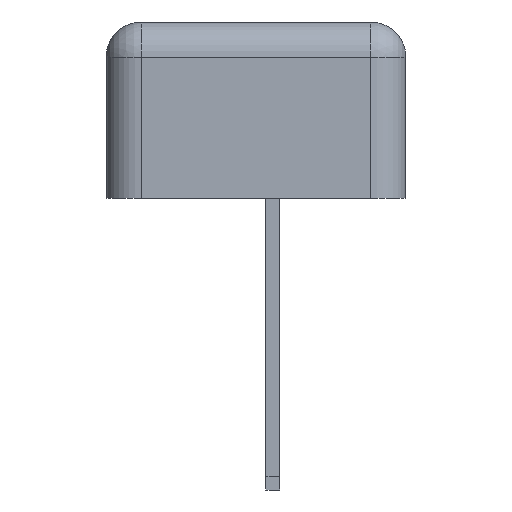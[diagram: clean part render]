
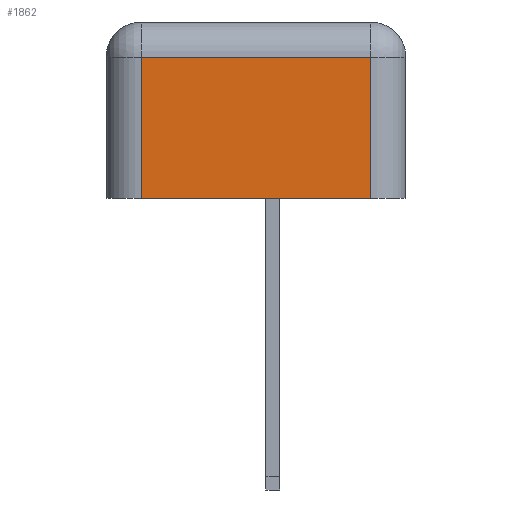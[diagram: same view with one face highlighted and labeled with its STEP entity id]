
A CAD part, left-side view. The second image highlights one B-rep face of the part: STEP entity #1862.
In plain terms, the highlighted planar face has unit normal (-1, 0, 0).
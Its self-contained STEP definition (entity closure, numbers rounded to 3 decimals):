
#36 = VERTEX_POINT ( 'NONE', #2380 ) ;
#338 = VERTEX_POINT ( 'NONE', #2047 ) ;
#440 = EDGE_CURVE ( 'NONE', #2764, #36, #1451, .T. ) ;
#442 = DIRECTION ( 'NONE',  ( 1., 0., 0. ) ) ;
#468 = VECTOR ( 'NONE', #925, 1000. ) ;
#470 = VECTOR ( 'NONE', #2106, 1000. ) ;
#550 = LINE ( 'NONE', #2369, #2841 ) ;
#561 = AXIS2_PLACEMENT_3D ( 'NONE', #1646, #442, #2810 ) ;
#580 = DIRECTION ( 'NONE',  ( 0., 0., -1. ) ) ;
#696 = DIRECTION ( 'NONE',  ( 0., 0., -1. ) ) ;
#912 = EDGE_CURVE ( 'NONE', #338, #1003, #1403, .T. ) ;
#925 = DIRECTION ( 'NONE',  ( 0., 1., 0. ) ) ;
#1003 = VERTEX_POINT ( 'NONE', #1266 ) ;
#1180 = CARTESIAN_POINT ( 'NONE',  ( 865.383, 1757.117, 2945.011 ) ) ;
#1200 = CARTESIAN_POINT ( 'NONE',  ( 865.383, 1757.117, 2959.235 ) ) ;
#1266 = CARTESIAN_POINT ( 'NONE',  ( 865.383, 1734.006, 2945.011 ) ) ;
#1276 = VECTOR ( 'NONE', #696, 1000. ) ;
#1352 = EDGE_CURVE ( 'NONE', #2764, #1003, #550, .T. ) ;
#1403 = LINE ( 'NONE', #1180, #470 ) ;
#1451 = LINE ( 'NONE', #1200, #468 ) ;
#1491 = ORIENTED_EDGE ( 'NONE', *, *, #440, .T. ) ;
#1602 = FACE_OUTER_BOUND ( 'NONE', #2951, .T. ) ;
#1625 = CARTESIAN_POINT ( 'NONE',  ( 865.383, 1757.117, 2962.791 ) ) ;
#1646 = CARTESIAN_POINT ( 'NONE',  ( 865.383, 1757.117, 2962.791 ) ) ;
#1835 = CARTESIAN_POINT ( 'NONE',  ( 865.383, 1734.006, 2959.235 ) ) ;
#1862 = ADVANCED_FACE ( 'NONE', ( #1602 ), #2979, .F. ) ;
#2047 = CARTESIAN_POINT ( 'NONE',  ( 865.383, 1757.117, 2945.011 ) ) ;
#2106 = DIRECTION ( 'NONE',  ( 0., -1., 0. ) ) ;
#2363 = ORIENTED_EDGE ( 'NONE', *, *, #2452, .T. ) ;
#2369 = CARTESIAN_POINT ( 'NONE',  ( 865.383, 1734.006, 2962.791 ) ) ;
#2380 = CARTESIAN_POINT ( 'NONE',  ( 865.383, 1757.117, 2959.235 ) ) ;
#2439 = ORIENTED_EDGE ( 'NONE', *, *, #1352, .F. ) ;
#2452 = EDGE_CURVE ( 'NONE', #36, #338, #2792, .T. ) ;
#2642 = ORIENTED_EDGE ( 'NONE', *, *, #912, .T. ) ;
#2764 = VERTEX_POINT ( 'NONE', #1835 ) ;
#2792 = LINE ( 'NONE', #1625, #1276 ) ;
#2810 = DIRECTION ( 'NONE',  ( 0., 0., -1. ) ) ;
#2841 = VECTOR ( 'NONE', #580, 1000. ) ;
#2951 = EDGE_LOOP ( 'NONE', ( #2439, #1491, #2363, #2642 ) ) ;
#2979 = PLANE ( 'NONE',  #561 ) ;
